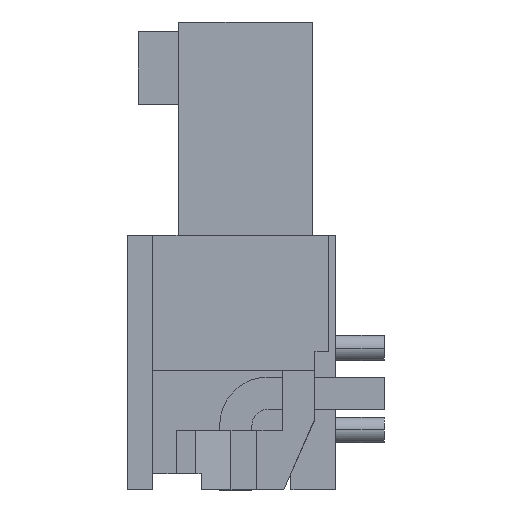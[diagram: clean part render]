
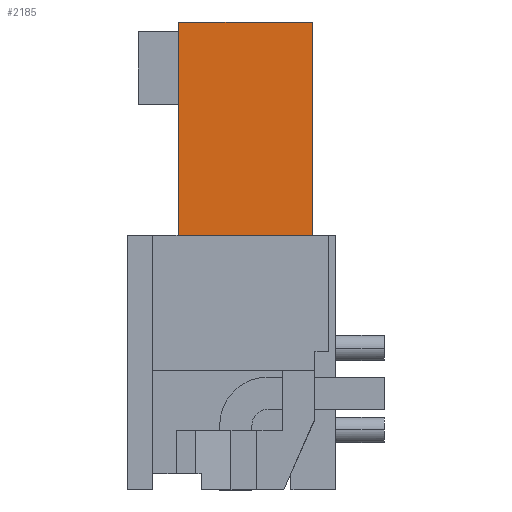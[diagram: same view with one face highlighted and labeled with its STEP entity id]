
A CAD part, left-side view. The second image highlights one B-rep face of the part: STEP entity #2185.
In plain terms, the highlighted planar face has unit normal (-1, 0, 0).
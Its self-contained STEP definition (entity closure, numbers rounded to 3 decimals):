
#1281=CARTESIAN_POINT('Vertex',(5.582,2.222,7.9)) ;
#1284=CARTESIAN_POINT('Line Origine',(5.582,4.296,7.9)) ;
#1288=CARTESIAN_POINT('Vertex',(5.582,6.37,7.9)) ;
#2147=CARTESIAN_POINT('Vertex',(5.582,2.222,14.5)) ;
#2150=CARTESIAN_POINT('Line Origine',(5.582,2.222,11.2)) ;
#2162=CARTESIAN_POINT('Axis2P3D Location',(5.582,2.222,7.9)) ;
#2167=CARTESIAN_POINT('Line Origine',(5.582,4.296,14.5)) ;
#2171=CARTESIAN_POINT('Vertex',(5.582,6.37,14.5)) ;
#2174=CARTESIAN_POINT('Line Origine',(5.582,6.37,11.2)) ;
#1285=DIRECTION('Vector Direction',(0.,1.,0.)) ;
#2151=DIRECTION('Vector Direction',(0.,0.,1.)) ;
#2163=DIRECTION('Axis2P3D Direction',(1.,0.,0.)) ;
#2164=DIRECTION('Axis2P3D XDirection',(0.,1.,0.)) ;
#2168=DIRECTION('Vector Direction',(0.,1.,0.)) ;
#2175=DIRECTION('Vector Direction',(0.,0.,1.)) ;
#2165=AXIS2_PLACEMENT_3D('Plane Axis2P3D',#2162,#2163,#2164) ;
#2180=ORIENTED_EDGE('',*,*,#2173,.T.) ;
#2181=ORIENTED_EDGE('',*,*,#2178,.F.) ;
#2182=ORIENTED_EDGE('',*,*,#1290,.T.) ;
#2183=ORIENTED_EDGE('',*,*,#2154,.T.) ;
#1286=VECTOR('Line Direction',#1285,1.) ;
#2152=VECTOR('Line Direction',#2151,1.) ;
#2169=VECTOR('Line Direction',#2168,1.) ;
#2176=VECTOR('Line Direction',#2175,1.) ;
#2185=ADVANCED_FACE('HOUSING',(#2184),#2166,.F.) ;
#1290=EDGE_CURVE('',#1289,#1282,#1287,.F.) ;
#2154=EDGE_CURVE('',#1282,#2148,#2153,.T.) ;
#2173=EDGE_CURVE('',#2148,#2172,#2170,.T.) ;
#2178=EDGE_CURVE('',#1289,#2172,#2177,.T.) ;
#2179=EDGE_LOOP('',(#2180,#2181,#2182,#2183)) ;
#2184=FACE_OUTER_BOUND('',#2179,.T.) ;
#1287=LINE('Line',#1284,#1286) ;
#2153=LINE('Line',#2150,#2152) ;
#2170=LINE('Line',#2167,#2169) ;
#2177=LINE('Line',#2174,#2176) ;
#2166=PLANE('',#2165) ;
#1282=VERTEX_POINT('',#1281) ;
#1289=VERTEX_POINT('',#1288) ;
#2148=VERTEX_POINT('',#2147) ;
#2172=VERTEX_POINT('',#2171) ;
